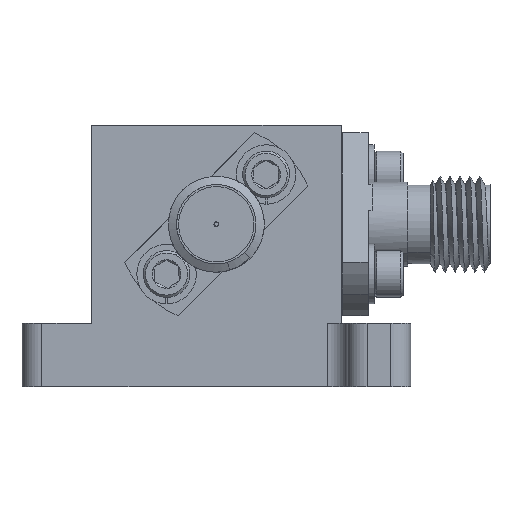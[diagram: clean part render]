
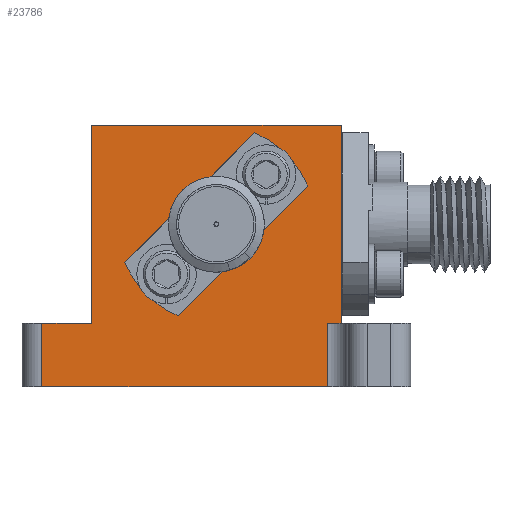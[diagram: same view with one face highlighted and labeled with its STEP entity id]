
A CAD part, left-side view. The second image highlights one B-rep face of the part: STEP entity #23786.
In plain terms, the highlighted planar face has unit normal (-1, 0, 0).
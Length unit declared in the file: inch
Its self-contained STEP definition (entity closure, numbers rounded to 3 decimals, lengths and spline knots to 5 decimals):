
#134 = CARTESIAN_POINT ( 'NONE',  ( -0.255, -0.085, 0.41 ) ) ;
#190 = VERTEX_POINT ( 'NONE', #134 ) ;
#1207 = EDGE_CURVE ( 'NONE', #32269, #31174, #20492, .T. ) ;
#1307 = EDGE_CURVE ( 'NONE', #190, #16468, #25479, .T. ) ;
#1391 = CARTESIAN_POINT ( 'NONE',  ( -0.255, -0.20551, 0.53551 ) ) ;
#1400 = ORIENTED_EDGE ( 'NONE', *, *, #17560, .F. ) ;
#1467 = DIRECTION ( 'NONE',  ( 0., -1., 0. ) ) ;
#1681 = EDGE_CURVE ( 'NONE', #20254, #32269, #25308, .T. ) ;
#1768 = CARTESIAN_POINT ( 'NONE',  ( -0.255, 0.235, 0.66 ) ) ;
#1803 = EDGE_CURVE ( 'NONE', #16468, #190, #9846, .T. ) ;
#2622 = DIRECTION ( 'NONE',  ( 0., -1., 0. ) ) ;
#2690 = CARTESIAN_POINT ( 'NONE',  ( -0.255, 0.04551, 0.28449 ) ) ;
#2700 = AXIS2_PLACEMENT_3D ( 'NONE', #12901, #4505, #1467 ) ;
#2801 = CARTESIAN_POINT ( 'NONE',  ( -0.255, -0.00449, 0.28449 ) ) ;
#2875 = CARTESIAN_POINT ( 'NONE',  ( -0.255, 0.09551, 0.28449 ) ) ;
#2928 = ORIENTED_EDGE ( 'NONE', *, *, #1307, .F. ) ;
#3272 = EDGE_CURVE ( 'NONE', #20254, #36689, #16234, .T. ) ;
#3540 = CARTESIAN_POINT ( 'NONE',  ( -0.255, -0.15551, 0.53551 ) ) ;
#4044 = LINE ( 'NONE', #26305, #28549 ) ;
#4348 = DIRECTION ( 'NONE',  ( 0., -1., 0. ) ) ;
#4505 = DIRECTION ( 'NONE',  ( -1., 0., 0. ) ) ;
#4602 = EDGE_CURVE ( 'NONE', #37363, #23806, #13593, .T. ) ;
#4818 = ORIENTED_EDGE ( 'NONE', *, *, #12259, .T. ) ;
#5293 = EDGE_CURVE ( 'NONE', #16223, #31174, #5619, .T. ) ;
#5497 = AXIS2_PLACEMENT_3D ( 'NONE', #30665, #19280, #25002 ) ;
#5619 = LINE ( 'NONE', #32094, #6064 ) ;
#6064 = VECTOR ( 'NONE', #11842, 39.37008 ) ;
#6124 = DIRECTION ( 'NONE',  ( 0., -1., 0. ) ) ;
#6785 = ORIENTED_EDGE ( 'NONE', *, *, #16733, .T. ) ;
#7335 = EDGE_LOOP ( 'NONE', ( #1400, #20587 ) ) ;
#7382 = ORIENTED_EDGE ( 'NONE', *, *, #3272, .T. ) ;
#7912 = VERTEX_POINT ( 'NONE', #28601 ) ;
#8163 = DIRECTION ( 'NONE',  ( 0., -1., 0. ) ) ;
#8285 = CARTESIAN_POINT ( 'NONE',  ( -0.255, -0.20551, 0.53551 ) ) ;
#8499 = VECTOR ( 'NONE', #4348, 39.37008 ) ;
#8772 = CARTESIAN_POINT ( 'NONE',  ( -0.255, -0.36, 0.16 ) ) ;
#9278 = ORIENTED_EDGE ( 'NONE', *, *, #1803, .F. ) ;
#9846 = CIRCLE ( 'NONE', #26645, 0.005 ) ;
#10538 = DIRECTION ( 'NONE',  ( -1., 0., 0. ) ) ;
#11124 = CARTESIAN_POINT ( 'NONE',  ( -0.255, -0.075, 0.41 ) ) ;
#11219 = DIRECTION ( 'NONE',  ( -1., 0., 0. ) ) ;
#11569 = CARTESIAN_POINT ( 'NONE',  ( -0.255, -0.41, 0.16 ) ) ;
#11734 = CARTESIAN_POINT ( 'NONE',  ( -0.255, 0.36, 0.16 ) ) ;
#11842 = DIRECTION ( 'NONE',  ( 0., -1., 0. ) ) ;
#11874 = CARTESIAN_POINT ( 'NONE',  ( -0.255, -0.25551, 0.53551 ) ) ;
#11955 = ORIENTED_EDGE ( 'NONE', *, *, #12667, .F. ) ;
#12124 = CARTESIAN_POINT ( 'NONE',  ( -0.255, -0.36, 0.16 ) ) ;
#12259 = EDGE_CURVE ( 'NONE', #12362, #7912, #4044, .T. ) ;
#12362 = VERTEX_POINT ( 'NONE', #11734 ) ;
#12667 = EDGE_CURVE ( 'NONE', #12362, #36689, #35310, .T. ) ;
#12901 = CARTESIAN_POINT ( 'NONE',  ( -0.255, 0.04551, 0.28449 ) ) ;
#13593 = CIRCLE ( 'NONE', #2700, 0.05 ) ;
#13671 = VERTEX_POINT ( 'NONE', #11874 ) ;
#14808 = VECTOR ( 'NONE', #21027, 39.37008 ) ;
#14938 = CIRCLE ( 'NONE', #18001, 0.05 ) ;
#15110 = AXIS2_PLACEMENT_3D ( 'NONE', #1391, #10538, #16094 ) ;
#15376 = CARTESIAN_POINT ( 'NONE',  ( -0.255, -0.395, 0.66 ) ) ;
#15817 = CARTESIAN_POINT ( 'NONE',  ( -0.255, -0.41, 0. ) ) ;
#16083 = EDGE_CURVE ( 'NONE', #22674, #13671, #14938, .T. ) ;
#16094 = DIRECTION ( 'NONE',  ( 0., -1., 0. ) ) ;
#16148 = LINE ( 'NONE', #15817, #14808 ) ;
#16223 = VERTEX_POINT ( 'NONE', #8772 ) ;
#16234 = LINE ( 'NONE', #29911, #23073 ) ;
#16468 = VERTEX_POINT ( 'NONE', #11124 ) ;
#16571 = AXIS2_PLACEMENT_3D ( 'NONE', #2690, #34623, #6124 ) ;
#16639 = EDGE_LOOP ( 'NONE', ( #2928, #9278 ) ) ;
#16733 = EDGE_CURVE ( 'NONE', #27641, #16223, #21752, .T. ) ;
#17490 = FACE_BOUND ( 'NONE', #16639, .T. ) ;
#17560 = EDGE_CURVE ( 'NONE', #13671, #22674, #30213, .T. ) ;
#17631 = ORIENTED_EDGE ( 'NONE', *, *, #4602, .F. ) ;
#17849 = CARTESIAN_POINT ( 'NONE',  ( -0.255, -0.36, 0. ) ) ;
#18001 = AXIS2_PLACEMENT_3D ( 'NONE', #8285, #22742, #8163 ) ;
#18390 = DIRECTION ( 'NONE',  ( 0., 0., -1. ) ) ;
#18834 = FACE_OUTER_BOUND ( 'NONE', #22397, .T. ) ;
#19068 = EDGE_LOOP ( 'NONE', ( #27559, #17631 ) ) ;
#19280 = DIRECTION ( 'NONE',  ( -1., 0., 0. ) ) ;
#19892 = VECTOR ( 'NONE', #2622, 39.37008 ) ;
#20254 = VERTEX_POINT ( 'NONE', #1768 ) ;
#20492 = LINE ( 'NONE', #15376, #21411 ) ;
#20587 = ORIENTED_EDGE ( 'NONE', *, *, #16083, .F. ) ;
#21027 = DIRECTION ( 'NONE',  ( 0., -1., 0. ) ) ;
#21411 = VECTOR ( 'NONE', #27658, 39.37008 ) ;
#21752 = LINE ( 'NONE', #12124, #23578 ) ;
#22397 = EDGE_LOOP ( 'NONE', ( #11955, #4818, #37336, #6785, #28302, #32343, #33854, #7382 ) ) ;
#22674 = VERTEX_POINT ( 'NONE', #3540 ) ;
#22742 = DIRECTION ( 'NONE',  ( -1., 0., 0. ) ) ;
#23073 = VECTOR ( 'NONE', #18390, 39.37008 ) ;
#23290 = CARTESIAN_POINT ( 'NONE',  ( -0.255, 0.235, 0.16 ) ) ;
#23578 = VECTOR ( 'NONE', #32378, 39.37008 ) ;
#23786 = ADVANCED_FACE ( 'NONE', ( #27420, #26554, #17490, #18834 ), #33844, .F. ) ;
#23806 = VERTEX_POINT ( 'NONE', #2801 ) ;
#25002 = DIRECTION ( 'NONE',  ( 0., -1., 0. ) ) ;
#25308 = LINE ( 'NONE', #27562, #8499 ) ;
#25479 = CIRCLE ( 'NONE', #5497, 0.005 ) ;
#26305 = CARTESIAN_POINT ( 'NONE',  ( -0.255, 0.36, 0.16 ) ) ;
#26554 = FACE_BOUND ( 'NONE', #7335, .T. ) ;
#26645 = AXIS2_PLACEMENT_3D ( 'NONE', #34382, #11219, #33867 ) ;
#27420 = FACE_BOUND ( 'NONE', #19068, .T. ) ;
#27559 = ORIENTED_EDGE ( 'NONE', *, *, #29363, .F. ) ;
#27562 = CARTESIAN_POINT ( 'NONE',  ( -0.255, -0.395, 0.66 ) ) ;
#27641 = VERTEX_POINT ( 'NONE', #17849 ) ;
#27658 = DIRECTION ( 'NONE',  ( 0., 0., -1. ) ) ;
#28302 = ORIENTED_EDGE ( 'NONE', *, *, #5293, .T. ) ;
#28546 = DIRECTION ( 'NONE',  ( 1., 0., 0. ) ) ;
#28549 = VECTOR ( 'NONE', #34900, 39.37008 ) ;
#28601 = CARTESIAN_POINT ( 'NONE',  ( -0.255, 0.36, 0. ) ) ;
#29212 = AXIS2_PLACEMENT_3D ( 'NONE', #11569, #28546, #37418 ) ;
#29363 = EDGE_CURVE ( 'NONE', #23806, #37363, #32669, .T. ) ;
#29911 = CARTESIAN_POINT ( 'NONE',  ( -0.255, 0.235, 0.66 ) ) ;
#30213 = CIRCLE ( 'NONE', #15110, 0.05 ) ;
#30665 = CARTESIAN_POINT ( 'NONE',  ( -0.255, -0.08, 0.41 ) ) ;
#30981 = CARTESIAN_POINT ( 'NONE',  ( -0.255, -0.41, 0.16 ) ) ;
#31174 = VERTEX_POINT ( 'NONE', #36195 ) ;
#32094 = CARTESIAN_POINT ( 'NONE',  ( -0.255, -0.395, 0.16 ) ) ;
#32269 = VERTEX_POINT ( 'NONE', #37305 ) ;
#32343 = ORIENTED_EDGE ( 'NONE', *, *, #1207, .F. ) ;
#32378 = DIRECTION ( 'NONE',  ( 0., 0., 1. ) ) ;
#32669 = CIRCLE ( 'NONE', #16571, 0.05 ) ;
#33844 = PLANE ( 'NONE',  #29212 ) ;
#33854 = ORIENTED_EDGE ( 'NONE', *, *, #1681, .F. ) ;
#33867 = DIRECTION ( 'NONE',  ( 0., -1., 0. ) ) ;
#34382 = CARTESIAN_POINT ( 'NONE',  ( -0.255, -0.08, 0.41 ) ) ;
#34623 = DIRECTION ( 'NONE',  ( -1., 0., 0. ) ) ;
#34900 = DIRECTION ( 'NONE',  ( 0., 0., -1. ) ) ;
#35310 = LINE ( 'NONE', #30981, #19892 ) ;
#35667 = EDGE_CURVE ( 'NONE', #7912, #27641, #16148, .T. ) ;
#36195 = CARTESIAN_POINT ( 'NONE',  ( -0.255, -0.395, 0.16 ) ) ;
#36689 = VERTEX_POINT ( 'NONE', #23290 ) ;
#37305 = CARTESIAN_POINT ( 'NONE',  ( -0.255, -0.395, 0.66 ) ) ;
#37336 = ORIENTED_EDGE ( 'NONE', *, *, #35667, .T. ) ;
#37363 = VERTEX_POINT ( 'NONE', #2875 ) ;
#37418 = DIRECTION ( 'NONE',  ( 0., 1., 0. ) ) ;
